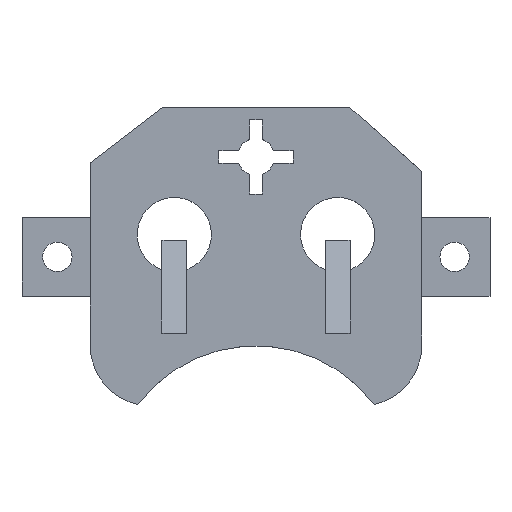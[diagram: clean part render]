
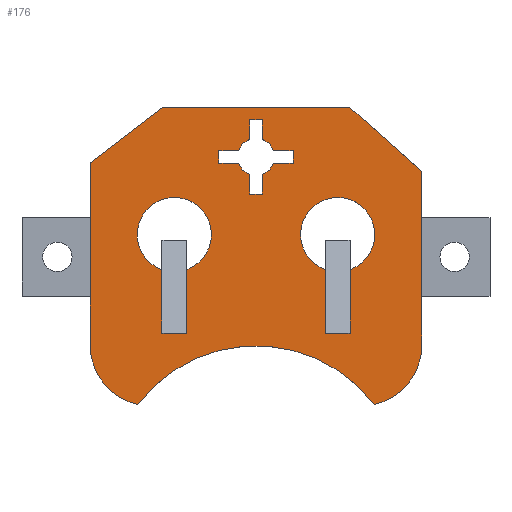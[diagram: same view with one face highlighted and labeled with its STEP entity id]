
A CAD part, top view. The second image highlights one B-rep face of the part: STEP entity #176.
In plain terms, the highlighted planar face has unit normal (0, 0, 1).
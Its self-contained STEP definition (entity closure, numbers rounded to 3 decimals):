
#127=VERTEX_POINT('',#128);
#128=CARTESIAN_POINT('',(-4.781,-5.975,3.38));
#137=DIRECTION('',(0.,0.,-1.));
#138=DIRECTION('',(0.,1.,0.));
#141=VERTEX_POINT('',#142);
#142=CARTESIAN_POINT('',(-6.705,-3.57,3.38));
#144=ORIENTED_EDGE('',*,*,#145,.F.);
#145=EDGE_CURVE('',#127,#141,#146,.T.);
#146=CIRCLE('',#147,2.465);
#147=AXIS2_PLACEMENT_3D('',#148,#137,#138);
#148=CARTESIAN_POINT('',(-4.24,-3.57,3.38));
#151=DIRECTION('',(0.,-1.,0.));
#162=DIRECTION('',(-1.,0.,0.));
#165=VERTEX_POINT('',#166);
#166=CARTESIAN_POINT('',(4.781,-5.975,3.38));
#169=EDGE_CURVE('',#127,#165,#170,.T.);
#170=CIRCLE('',#171,6.);
#171=AXIS2_PLACEMENT_3D('',#172,#137,#162);
#172=CARTESIAN_POINT('',(0.,-9.6,3.38));
#176=ADVANCED_FACE('',(#177,#223,#316,#363),#410,.T.);
#177=FACE_BOUND('',#178,.T.);
#178=EDGE_LOOP('',(#144,#179,#180,#188,#195,#203,#210,#218));
#179=ORIENTED_EDGE('',*,*,#169,.T.);
#180=ORIENTED_EDGE('',*,*,#181,.T.);
#181=EDGE_CURVE('',#165,#182,#184,.T.);
#182=VERTEX_POINT('',#183);
#183=CARTESIAN_POINT('',(6.705,-3.57,3.38));
#184=CIRCLE('',#185,2.465);
#185=AXIS2_PLACEMENT_3D('',#186,#187,#138);
#186=CARTESIAN_POINT('',(4.24,-3.57,3.38));
#187=DIRECTION('',(0.,0.,1.));
#188=ORIENTED_EDGE('',*,*,#189,.T.);
#189=EDGE_CURVE('',#182,#190,#192,.T.);
#190=VERTEX_POINT('',#191);
#191=CARTESIAN_POINT('',(6.705,3.459,3.38));
#192=LINE('',#193,#194);
#193=CARTESIAN_POINT('',(6.705,-6.035,3.38));
#194=VECTOR('',#138,1.);
#195=ORIENTED_EDGE('',*,*,#196,.F.);
#196=EDGE_CURVE('',#197,#190,#199,.T.);
#197=VERTEX_POINT('',#198);
#198=CARTESIAN_POINT('',(3.796,6.035,3.38));
#199=LINE('',#200,#201);
#200=CARTESIAN_POINT('',(5.734,4.318,3.38));
#201=VECTOR('',#202,1.);
#202=DIRECTION('',(0.749,-0.663,0.));
#203=ORIENTED_EDGE('',*,*,#204,.T.);
#204=EDGE_CURVE('',#197,#205,#207,.T.);
#205=VERTEX_POINT('',#206);
#206=CARTESIAN_POINT('',(-3.767,6.035,3.38));
#207=LINE('',#208,#209);
#208=CARTESIAN_POINT('',(6.705,6.035,3.38));
#209=VECTOR('',#162,1.);
#210=ORIENTED_EDGE('',*,*,#211,.T.);
#211=EDGE_CURVE('',#205,#212,#214,.T.);
#212=VERTEX_POINT('',#213);
#213=CARTESIAN_POINT('',(-6.705,3.796,3.38));
#214=LINE('',#215,#216);
#215=CARTESIAN_POINT('',(-5.549,4.677,3.38));
#216=VECTOR('',#217,1.);
#217=DIRECTION('',(-0.795,-0.606,0.));
#218=ORIENTED_EDGE('',*,*,#219,.T.);
#219=EDGE_CURVE('',#212,#141,#220,.T.);
#220=LINE('',#221,#222);
#221=CARTESIAN_POINT('',(-6.705,6.035,3.38));
#222=VECTOR('',#151,1.);
#223=FACE_BOUND('',#224,.T.);
#224=EDGE_LOOP('',(#225,#234,#242,#250,#258,#262,#268,#274,#282,#286,#290,#296,#300,#304,#308,#314));
#225=ORIENTED_EDGE('',*,*,#226,.T.);
#226=EDGE_CURVE('',#227,#229,#231,.T.);
#227=VERTEX_POINT('',#228);
#228=CARTESIAN_POINT('',(-0.25,3.328,3.38));
#229=VERTEX_POINT('',#230);
#230=CARTESIAN_POINT('',(-0.707,3.785,3.38));
#231=CIRCLE('',#232,0.75);
#232=AXIS2_PLACEMENT_3D('',#233,#137,#162);
#233=CARTESIAN_POINT('',(0.,4.035,3.38));
#234=ORIENTED_EDGE('',*,*,#235,.T.);
#235=EDGE_CURVE('',#229,#236,#238,.T.);
#236=VERTEX_POINT('',#237);
#237=CARTESIAN_POINT('',(-1.5,3.785,3.38));
#238=LINE('',#239,#240);
#239=CARTESIAN_POINT('',(-0.75,3.785,3.38));
#240=VECTOR('',#241,1.);
#241=DIRECTION('',(-1.,0.,0.));
#242=ORIENTED_EDGE('',*,*,#243,.T.);
#243=EDGE_CURVE('',#236,#244,#246,.T.);
#244=VERTEX_POINT('',#245);
#245=CARTESIAN_POINT('',(-1.5,4.285,3.38));
#246=LINE('',#247,#248);
#247=CARTESIAN_POINT('',(-1.5,2.143,3.38));
#248=VECTOR('',#249,1.);
#249=DIRECTION('',(0.,1.,0.));
#250=ORIENTED_EDGE('',*,*,#251,.T.);
#251=EDGE_CURVE('',#244,#252,#254,.T.);
#252=VERTEX_POINT('',#253);
#253=CARTESIAN_POINT('',(-0.707,4.285,3.38));
#254=LINE('',#255,#256);
#255=CARTESIAN_POINT('',(0.75,4.285,3.38));
#256=VECTOR('',#257,1.);
#257=DIRECTION('',(1.,0.,0.));
#258=ORIENTED_EDGE('',*,*,#259,.T.);
#259=EDGE_CURVE('',#252,#260,#231,.T.);
#260=VERTEX_POINT('',#261);
#261=CARTESIAN_POINT('',(-0.25,4.742,3.38));
#262=ORIENTED_EDGE('',*,*,#263,.T.);
#263=EDGE_CURVE('',#260,#264,#266,.T.);
#264=VERTEX_POINT('',#265);
#265=CARTESIAN_POINT('',(-0.25,5.535,3.38));
#266=LINE('',#267,#248);
#267=CARTESIAN_POINT('',(-0.25,2.768,3.38));
#268=ORIENTED_EDGE('',*,*,#269,.T.);
#269=EDGE_CURVE('',#264,#270,#272,.T.);
#270=VERTEX_POINT('',#271);
#271=CARTESIAN_POINT('',(0.25,5.535,3.38));
#272=LINE('',#273,#256);
#273=CARTESIAN_POINT('',(0.125,5.535,3.38));
#274=ORIENTED_EDGE('',*,*,#275,.T.);
#275=EDGE_CURVE('',#270,#276,#278,.T.);
#276=VERTEX_POINT('',#277);
#277=CARTESIAN_POINT('',(0.25,4.742,3.38));
#278=LINE('',#279,#280);
#279=CARTESIAN_POINT('',(0.25,1.268,3.38));
#280=VECTOR('',#281,1.);
#281=DIRECTION('',(0.,-1.,0.));
#282=ORIENTED_EDGE('',*,*,#283,.T.);
#283=EDGE_CURVE('',#276,#284,#231,.T.);
#284=VERTEX_POINT('',#285);
#285=CARTESIAN_POINT('',(0.707,4.285,3.38));
#286=ORIENTED_EDGE('',*,*,#287,.T.);
#287=EDGE_CURVE('',#284,#288,#254,.T.);
#288=VERTEX_POINT('',#289);
#289=CARTESIAN_POINT('',(1.5,4.285,3.38));
#290=ORIENTED_EDGE('',*,*,#291,.T.);
#291=EDGE_CURVE('',#288,#292,#294,.T.);
#292=VERTEX_POINT('',#293);
#293=CARTESIAN_POINT('',(1.5,3.785,3.38));
#294=LINE('',#295,#280);
#295=CARTESIAN_POINT('',(1.5,1.893,3.38));
#296=ORIENTED_EDGE('',*,*,#297,.T.);
#297=EDGE_CURVE('',#292,#298,#238,.T.);
#298=VERTEX_POINT('',#299);
#299=CARTESIAN_POINT('',(0.707,3.785,3.38));
#300=ORIENTED_EDGE('',*,*,#301,.T.);
#301=EDGE_CURVE('',#298,#302,#231,.T.);
#302=VERTEX_POINT('',#303);
#303=CARTESIAN_POINT('',(0.25,3.328,3.38));
#304=ORIENTED_EDGE('',*,*,#305,.T.);
#305=EDGE_CURVE('',#302,#306,#278,.T.);
#306=VERTEX_POINT('',#307);
#307=CARTESIAN_POINT('',(0.25,2.535,3.38));
#308=ORIENTED_EDGE('',*,*,#309,.T.);
#309=EDGE_CURVE('',#306,#310,#312,.T.);
#310=VERTEX_POINT('',#311);
#311=CARTESIAN_POINT('',(-0.25,2.535,3.38));
#312=LINE('',#313,#240);
#313=CARTESIAN_POINT('',(-0.125,2.535,3.38));
#314=ORIENTED_EDGE('',*,*,#315,.T.);
#315=EDGE_CURVE('',#310,#227,#266,.T.);
#316=FACE_BOUND('',#317,.T.);
#317=EDGE_LOOP('',(#318,#327,#331,#337,#341,#345,#351,#357,#361));
#318=ORIENTED_EDGE('',*,*,#319,.T.);
#319=EDGE_CURVE('',#320,#322,#324,.T.);
#320=VERTEX_POINT('',#321);
#321=CARTESIAN_POINT('',(2.803,-0.519,3.38));
#322=VERTEX_POINT('',#323);
#323=CARTESIAN_POINT('',(1.803,0.895,3.38));
#324=CIRCLE('',#325,1.5);
#325=AXIS2_PLACEMENT_3D('',#326,#137,#162);
#326=CARTESIAN_POINT('',(3.303,0.895,3.38));
#327=ORIENTED_EDGE('',*,*,#328,.T.);
#328=EDGE_CURVE('',#322,#329,#324,.T.);
#329=VERTEX_POINT('',#330);
#330=CARTESIAN_POINT('',(3.803,-0.519,3.38));
#331=ORIENTED_EDGE('',*,*,#332,.T.);
#332=EDGE_CURVE('',#329,#333,#335,.T.);
#333=VERTEX_POINT('',#334);
#334=CARTESIAN_POINT('',(3.803,-3.087,3.38));
#335=LINE('',#336,#280);
#336=CARTESIAN_POINT('',(3.803,-1.553,3.38));
#337=ORIENTED_EDGE('',*,*,#338,.T.);
#338=EDGE_CURVE('',#333,#339,#335,.T.);
#339=VERTEX_POINT('',#340);
#340=CARTESIAN_POINT('',(3.803,-3.096,3.38));
#341=ORIENTED_EDGE('',*,*,#342,.T.);
#342=EDGE_CURVE('',#339,#343,#335,.T.);
#343=VERTEX_POINT('',#344);
#344=CARTESIAN_POINT('',(3.803,-3.105,3.38));
#345=ORIENTED_EDGE('',*,*,#346,.T.);
#346=EDGE_CURVE('',#343,#347,#349,.T.);
#347=VERTEX_POINT('',#348);
#348=CARTESIAN_POINT('',(2.803,-3.105,3.38));
#349=LINE('',#350,#240);
#350=CARTESIAN_POINT('',(1.401,-3.105,3.38));
#351=ORIENTED_EDGE('',*,*,#352,.T.);
#352=EDGE_CURVE('',#347,#353,#355,.T.);
#353=VERTEX_POINT('',#354);
#354=CARTESIAN_POINT('',(2.803,-3.096,3.38));
#355=LINE('',#356,#248);
#356=CARTESIAN_POINT('',(2.803,0.448,3.38));
#357=ORIENTED_EDGE('',*,*,#358,.T.);
#358=EDGE_CURVE('',#353,#359,#355,.T.);
#359=VERTEX_POINT('',#360);
#360=CARTESIAN_POINT('',(2.803,-3.087,3.38));
#361=ORIENTED_EDGE('',*,*,#362,.T.);
#362=EDGE_CURVE('',#359,#320,#355,.T.);
#363=FACE_BOUND('',#364,.T.);
#364=EDGE_LOOP('',(#365,#374,#378,#384,#388,#392,#398,#404,#408));
#365=ORIENTED_EDGE('',*,*,#366,.T.);
#366=EDGE_CURVE('',#367,#369,#371,.T.);
#367=VERTEX_POINT('',#368);
#368=CARTESIAN_POINT('',(-3.803,-0.519,3.38));
#369=VERTEX_POINT('',#370);
#370=CARTESIAN_POINT('',(-4.803,0.895,3.38));
#371=CIRCLE('',#372,1.5);
#372=AXIS2_PLACEMENT_3D('',#373,#137,#162);
#373=CARTESIAN_POINT('',(-3.303,0.895,3.38));
#374=ORIENTED_EDGE('',*,*,#375,.T.);
#375=EDGE_CURVE('',#369,#376,#371,.T.);
#376=VERTEX_POINT('',#377);
#377=CARTESIAN_POINT('',(-2.803,-0.519,3.38));
#378=ORIENTED_EDGE('',*,*,#379,.T.);
#379=EDGE_CURVE('',#376,#380,#382,.T.);
#380=VERTEX_POINT('',#381);
#381=CARTESIAN_POINT('',(-2.803,-3.087,3.38));
#382=LINE('',#383,#280);
#383=CARTESIAN_POINT('',(-2.803,-1.553,3.38));
#384=ORIENTED_EDGE('',*,*,#385,.T.);
#385=EDGE_CURVE('',#380,#386,#382,.T.);
#386=VERTEX_POINT('',#387);
#387=CARTESIAN_POINT('',(-2.803,-3.096,3.38));
#388=ORIENTED_EDGE('',*,*,#389,.T.);
#389=EDGE_CURVE('',#386,#390,#382,.T.);
#390=VERTEX_POINT('',#391);
#391=CARTESIAN_POINT('',(-2.803,-3.105,3.38));
#392=ORIENTED_EDGE('',*,*,#393,.T.);
#393=EDGE_CURVE('',#390,#394,#396,.T.);
#394=VERTEX_POINT('',#395);
#395=CARTESIAN_POINT('',(-3.803,-3.105,3.38));
#396=LINE('',#397,#240);
#397=CARTESIAN_POINT('',(-1.901,-3.105,3.38));
#398=ORIENTED_EDGE('',*,*,#399,.T.);
#399=EDGE_CURVE('',#394,#400,#402,.T.);
#400=VERTEX_POINT('',#401);
#401=CARTESIAN_POINT('',(-3.803,-3.096,3.38));
#402=LINE('',#403,#248);
#403=CARTESIAN_POINT('',(-3.803,0.448,3.38));
#404=ORIENTED_EDGE('',*,*,#405,.T.);
#405=EDGE_CURVE('',#400,#406,#402,.T.);
#406=VERTEX_POINT('',#407);
#407=CARTESIAN_POINT('',(-3.803,-3.087,3.38));
#408=ORIENTED_EDGE('',*,*,#409,.T.);
#409=EDGE_CURVE('',#406,#367,#402,.T.);
#410=PLANE('',#411);
#411=AXIS2_PLACEMENT_3D('',#412,#413,#281);
#412=CARTESIAN_POINT('',(0.,0.,3.38));
#413=DIRECTION('',(0.,0.,1.));
